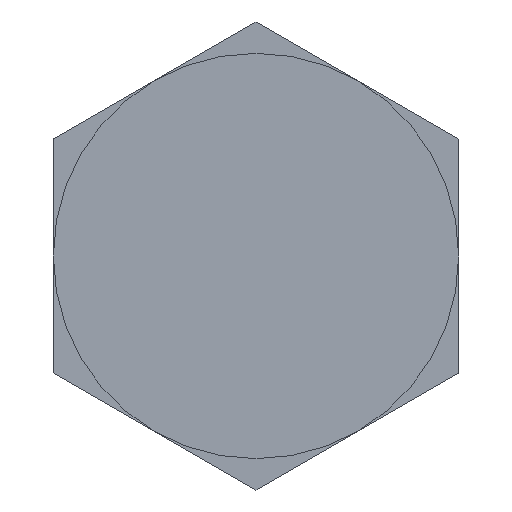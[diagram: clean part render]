
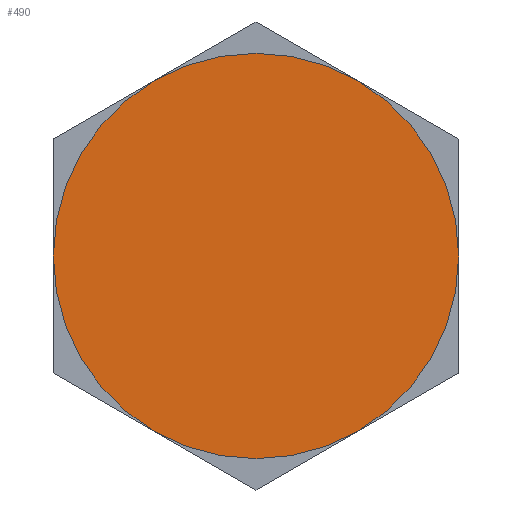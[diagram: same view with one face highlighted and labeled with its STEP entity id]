
A CAD part, left-side view. The second image highlights one B-rep face of the part: STEP entity #490.
In plain terms, the highlighted planar face has unit normal (-1, 0, 0).
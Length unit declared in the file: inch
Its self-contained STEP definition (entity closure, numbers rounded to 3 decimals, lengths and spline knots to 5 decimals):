
#10 = CIRCLE ( 'NONE', #55, 0.1875 ) ;
#45 = DIRECTION ( 'NONE',  ( 0., 0., -1. ) ) ;
#55 = AXIS2_PLACEMENT_3D ( 'NONE', #73, #101, #45 ) ;
#73 = CARTESIAN_POINT ( 'NONE',  ( 0., 0., 0. ) ) ;
#101 = DIRECTION ( 'NONE',  ( 1., 0., 0. ) ) ;
#155 = EDGE_CURVE ( 'NONE', #410, #340, #10, .T. ) ;
#173 = CARTESIAN_POINT ( 'NONE',  ( 0., 0., 0. ) ) ;
#191 = DIRECTION ( 'NONE',  ( 0., 0., -1. ) ) ;
#210 = CARTESIAN_POINT ( 'NONE',  ( 0., 0., 0. ) ) ;
#237 = CIRCLE ( 'NONE', #530, 0.1875 ) ;
#246 = DIRECTION ( 'NONE',  ( 0., 0., -1. ) ) ;
#251 = DIRECTION ( 'NONE',  ( 1., 0., 0. ) ) ;
#275 = FACE_OUTER_BOUND ( 'NONE', #624, .T. ) ;
#295 = CARTESIAN_POINT ( 'NONE',  ( 0., 0., 0.1875 ) ) ;
#340 = VERTEX_POINT ( 'NONE', #647 ) ;
#345 = ORIENTED_EDGE ( 'NONE', *, *, #632, .F. ) ;
#373 = ORIENTED_EDGE ( 'NONE', *, *, #155, .F. ) ;
#410 = VERTEX_POINT ( 'NONE', #295 ) ;
#490 = ADVANCED_FACE ( 'NONE', ( #275 ), #691, .F. ) ;
#530 = AXIS2_PLACEMENT_3D ( 'NONE', #210, #693, #246 ) ;
#617 = AXIS2_PLACEMENT_3D ( 'NONE', #173, #251, #191 ) ;
#624 = EDGE_LOOP ( 'NONE', ( #373, #345 ) ) ;
#632 = EDGE_CURVE ( 'NONE', #340, #410, #237, .T. ) ;
#647 = CARTESIAN_POINT ( 'NONE',  ( 0., 0., -0.1875 ) ) ;
#691 = PLANE ( 'NONE',  #617 ) ;
#693 = DIRECTION ( 'NONE',  ( 1., 0., 0. ) ) ;
